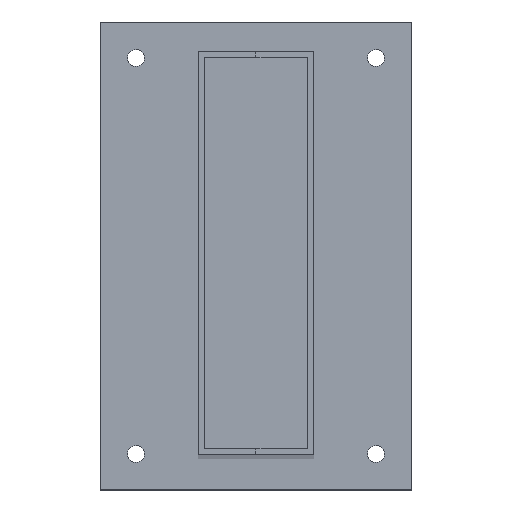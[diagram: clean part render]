
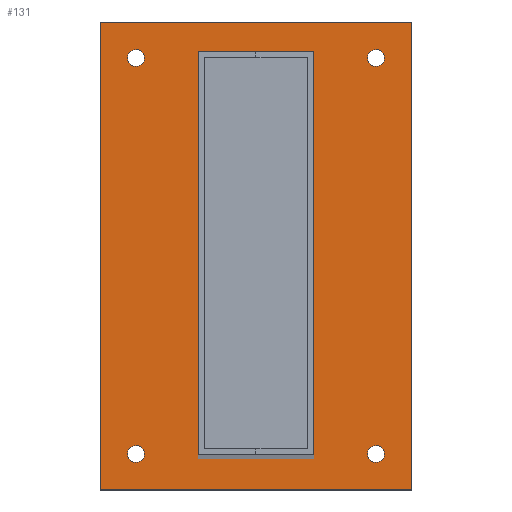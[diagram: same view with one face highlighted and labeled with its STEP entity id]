
A CAD part, top view. The second image highlights one B-rep face of the part: STEP entity #131.
In plain terms, the highlighted planar face has unit normal (0, 0, 1).
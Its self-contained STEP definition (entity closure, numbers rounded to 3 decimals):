
#36=(
BOUNDED_CURVE()
B_SPLINE_CURVE(2,(#1969,#1970,#1971,#1972,#1973,#1974,#1975),.UNSPECIFIED.,
.F.,.F.)
B_SPLINE_CURVE_WITH_KNOTS((3,2,2,3),(-162.832,-112.832,
-81.416,-50.),.UNSPECIFIED.)
CURVE()
GEOMETRIC_REPRESENTATION_ITEM()
RATIONAL_B_SPLINE_CURVE((1.,1.,1.,0.707,1.,0.707,
1.))
REPRESENTATION_ITEM($)
);
#37=(
BOUNDED_CURVE()
B_SPLINE_CURVE(2,(#1978,#1979,#1980,#1981,#1982),.UNSPECIFIED.,.F.,.F.)
B_SPLINE_CURVE_WITH_KNOTS((3,2,3),(-21.991,-16.493,-10.996),
.UNSPECIFIED.)
CURVE()
GEOMETRIC_REPRESENTATION_ITEM()
RATIONAL_B_SPLINE_CURVE((1.,0.707,1.,0.707,1.))
REPRESENTATION_ITEM($)
);
#38=(
BOUNDED_CURVE()
B_SPLINE_CURVE(2,(#1985,#1986,#1987,#1988,#1989),.UNSPECIFIED.,.F.,.F.)
B_SPLINE_CURVE_WITH_KNOTS((3,2,3),(-21.991,-16.493,-10.996),
.UNSPECIFIED.)
CURVE()
GEOMETRIC_REPRESENTATION_ITEM()
RATIONAL_B_SPLINE_CURVE((1.,0.707,1.,0.707,1.))
REPRESENTATION_ITEM($)
);
#39=(
BOUNDED_CURVE()
B_SPLINE_CURVE(2,(#1992,#1993,#1994,#1995,#1996),.UNSPECIFIED.,.F.,.F.)
B_SPLINE_CURVE_WITH_KNOTS((3,2,3),(-21.991,-16.493,-10.996),
.UNSPECIFIED.)
CURVE()
GEOMETRIC_REPRESENTATION_ITEM()
RATIONAL_B_SPLINE_CURVE((1.,0.707,1.,0.707,1.))
REPRESENTATION_ITEM($)
);
#40=(
BOUNDED_CURVE()
B_SPLINE_CURVE(2,(#1999,#2000,#2001,#2002,#2003),.UNSPECIFIED.,.F.,.F.)
B_SPLINE_CURVE_WITH_KNOTS((3,2,3),(-21.991,-16.493,-10.996),
.UNSPECIFIED.)
CURVE()
GEOMETRIC_REPRESENTATION_ITEM()
RATIONAL_B_SPLINE_CURVE((1.,0.707,1.,0.707,1.))
REPRESENTATION_ITEM($)
);
#42=(
BOUNDED_CURVE()
B_SPLINE_CURVE(2,(#2031,#2032,#2033,#2034,#2035,#2036,#2037),.UNSPECIFIED.,
.F.,.F.)
B_SPLINE_CURVE_WITH_KNOTS((3,2,2,3),(-50.,0.,31.416,62.832),
.UNSPECIFIED.)
CURVE()
GEOMETRIC_REPRESENTATION_ITEM()
RATIONAL_B_SPLINE_CURVE((1.,1.,1.,0.707,1.,0.707,
1.))
REPRESENTATION_ITEM($)
);
#44=(
BOUNDED_CURVE()
B_SPLINE_CURVE(2,(#2045,#2046,#2047,#2048,#2049),.UNSPECIFIED.,.F.,.F.)
B_SPLINE_CURVE_WITH_KNOTS((3,2,3),(-10.996,-5.498,0.),
.UNSPECIFIED.)
CURVE()
GEOMETRIC_REPRESENTATION_ITEM()
RATIONAL_B_SPLINE_CURVE((1.,0.707,1.,0.707,1.))
REPRESENTATION_ITEM($)
);
#46=(
BOUNDED_CURVE()
B_SPLINE_CURVE(2,(#2057,#2058,#2059,#2060,#2061),.UNSPECIFIED.,.F.,.F.)
B_SPLINE_CURVE_WITH_KNOTS((3,2,3),(-10.996,-5.498,0.),
.UNSPECIFIED.)
CURVE()
GEOMETRIC_REPRESENTATION_ITEM()
RATIONAL_B_SPLINE_CURVE((1.,0.707,1.,0.707,1.))
REPRESENTATION_ITEM($)
);
#48=(
BOUNDED_CURVE()
B_SPLINE_CURVE(2,(#2069,#2070,#2071,#2072,#2073),.UNSPECIFIED.,.F.,.F.)
B_SPLINE_CURVE_WITH_KNOTS((3,2,3),(-10.996,-5.498,0.),
.UNSPECIFIED.)
CURVE()
GEOMETRIC_REPRESENTATION_ITEM()
RATIONAL_B_SPLINE_CURVE((1.,0.707,1.,0.707,1.))
REPRESENTATION_ITEM($)
);
#50=(
BOUNDED_CURVE()
B_SPLINE_CURVE(2,(#2081,#2082,#2083,#2084,#2085),.UNSPECIFIED.,.F.,.F.)
B_SPLINE_CURVE_WITH_KNOTS((3,2,3),(-10.996,-5.498,0.),
.UNSPECIFIED.)
CURVE()
GEOMETRIC_REPRESENTATION_ITEM()
RATIONAL_B_SPLINE_CURVE((1.,0.707,1.,0.707,1.))
REPRESENTATION_ITEM($)
);
#131=ADVANCED_FACE($,(#221,#171,#172,#173,#174,#175),#1058,.T.);
#171=FACE_BOUND($,#307,.T.);
#172=FACE_BOUND($,#308,.T.);
#173=FACE_BOUND($,#309,.T.);
#174=FACE_BOUND($,#310,.T.);
#175=FACE_BOUND($,#311,.T.);
#221=FACE_OUTER_BOUND($,#306,.T.);
#306=EDGE_LOOP($,(#564,#565,#566,#567));
#307=EDGE_LOOP($,(#568,#569));
#308=EDGE_LOOP($,(#570,#571));
#309=EDGE_LOOP($,(#572,#573));
#310=EDGE_LOOP($,(#574,#575));
#311=EDGE_LOOP($,(#576,#577));
#564=ORIENTED_EDGE($,*,*,#801,.T.);
#565=ORIENTED_EDGE($,*,*,#817,.T.);
#566=ORIENTED_EDGE($,*,*,#816,.T.);
#567=ORIENTED_EDGE($,*,*,#815,.T.);
#568=ORIENTED_EDGE($,*,*,#803,.T.);
#569=ORIENTED_EDGE($,*,*,#823,.T.);
#570=ORIENTED_EDGE($,*,*,#805,.T.);
#571=ORIENTED_EDGE($,*,*,#826,.T.);
#572=ORIENTED_EDGE($,*,*,#807,.T.);
#573=ORIENTED_EDGE($,*,*,#829,.T.);
#574=ORIENTED_EDGE($,*,*,#809,.T.);
#575=ORIENTED_EDGE($,*,*,#832,.T.);
#576=ORIENTED_EDGE($,*,*,#811,.T.);
#577=ORIENTED_EDGE($,*,*,#835,.T.);
#801=EDGE_CURVE($,#944,#955,#1144,.T.);
#803=EDGE_CURVE($,#945,#957,#36,.T.);
#805=EDGE_CURVE($,#946,#959,#37,.T.);
#807=EDGE_CURVE($,#947,#961,#38,.T.);
#809=EDGE_CURVE($,#948,#963,#39,.T.);
#811=EDGE_CURVE($,#949,#965,#40,.T.);
#815=EDGE_CURVE($,#953,#944,#1153,.T.);
#816=EDGE_CURVE($,#954,#953,#1154,.T.);
#817=EDGE_CURVE($,#955,#954,#1155,.T.);
#823=EDGE_CURVE($,#957,#945,#42,.T.);
#826=EDGE_CURVE($,#959,#946,#44,.T.);
#829=EDGE_CURVE($,#961,#947,#46,.T.);
#832=EDGE_CURVE($,#963,#948,#48,.T.);
#835=EDGE_CURVE($,#965,#949,#50,.T.);
#944=VERTEX_POINT($,#2206);
#945=VERTEX_POINT($,#2207);
#946=VERTEX_POINT($,#2208);
#947=VERTEX_POINT($,#2209);
#948=VERTEX_POINT($,#2210);
#949=VERTEX_POINT($,#2211);
#953=VERTEX_POINT($,#2215);
#954=VERTEX_POINT($,#2216);
#955=VERTEX_POINT($,#2217);
#957=VERTEX_POINT($,#2219);
#959=VERTEX_POINT($,#2221);
#961=VERTEX_POINT($,#2223);
#963=VERTEX_POINT($,#2225);
#965=VERTEX_POINT($,#2227);
#1058=PLANE($,#1298);
#1144=B_SPLINE_CURVE_WITH_KNOTS($,1,(#1965,#1966),.UNSPECIFIED.,.F.,.F.,
(2,2),(0.,130.),.UNSPECIFIED.);
#1153=B_SPLINE_CURVE_WITH_KNOTS($,1,(#2010,#2011),.UNSPECIFIED.,.F.,.F.,
(2,2),(455.,650.),.UNSPECIFIED.);
#1154=B_SPLINE_CURVE_WITH_KNOTS($,1,(#2012,#2013),.UNSPECIFIED.,.F.,.F.,
(2,2),(325.,455.),.UNSPECIFIED.);
#1155=B_SPLINE_CURVE_WITH_KNOTS($,1,(#2014,#2015),.UNSPECIFIED.,.F.,.F.,
(2,2),(130.,325.),.UNSPECIFIED.);
#1298=AXIS2_PLACEMENT_3D($,#2142,#1337,$);
#1337=DIRECTION($,(0.,0.,1.));
#1965=CARTESIAN_POINT($,(-65.,-97.5,3.));
#1966=CARTESIAN_POINT($,(65.,-97.5,3.));
#1969=CARTESIAN_POINT($,(20.,25.,3.));
#1970=CARTESIAN_POINT($,(20.,0.,3.));
#1971=CARTESIAN_POINT($,(20.,-25.,3.));
#1972=CARTESIAN_POINT($,(20.,-45.,3.));
#1973=CARTESIAN_POINT($,(0.,-45.,3.));
#1974=CARTESIAN_POINT($,(-20.,-45.,3.));
#1975=CARTESIAN_POINT($,(-20.,-25.,3.));
#1978=CARTESIAN_POINT($,(-47.575,85.023,3.));
#1979=CARTESIAN_POINT($,(-45.051,82.598,3.));
#1980=CARTESIAN_POINT($,(-47.477,80.075,3.));
#1981=CARTESIAN_POINT($,(-49.902,77.551,3.));
#1982=CARTESIAN_POINT($,(-52.425,79.977,3.));
#1985=CARTESIAN_POINT($,(52.425,85.023,3.));
#1986=CARTESIAN_POINT($,(54.949,82.598,3.));
#1987=CARTESIAN_POINT($,(52.523,80.075,3.));
#1988=CARTESIAN_POINT($,(50.098,77.551,3.));
#1989=CARTESIAN_POINT($,(47.575,79.977,3.));
#1992=CARTESIAN_POINT($,(52.425,-79.977,3.));
#1993=CARTESIAN_POINT($,(54.949,-82.402,3.));
#1994=CARTESIAN_POINT($,(52.523,-84.925,3.));
#1995=CARTESIAN_POINT($,(50.098,-87.449,3.));
#1996=CARTESIAN_POINT($,(47.575,-85.023,3.));
#1999=CARTESIAN_POINT($,(-47.575,-79.977,3.));
#2000=CARTESIAN_POINT($,(-45.051,-82.402,3.));
#2001=CARTESIAN_POINT($,(-47.477,-84.925,3.));
#2002=CARTESIAN_POINT($,(-49.902,-87.449,3.));
#2003=CARTESIAN_POINT($,(-52.425,-85.023,3.));
#2010=CARTESIAN_POINT($,(-65.,97.5,3.));
#2011=CARTESIAN_POINT($,(-65.,-97.5,3.));
#2012=CARTESIAN_POINT($,(65.,97.5,3.));
#2013=CARTESIAN_POINT($,(-65.,97.5,3.));
#2014=CARTESIAN_POINT($,(65.,-97.5,3.));
#2015=CARTESIAN_POINT($,(65.,97.5,3.));
#2031=CARTESIAN_POINT($,(-20.,-25.,3.));
#2032=CARTESIAN_POINT($,(-20.,0.,3.));
#2033=CARTESIAN_POINT($,(-20.,25.,3.));
#2034=CARTESIAN_POINT($,(-20.,45.,3.));
#2035=CARTESIAN_POINT($,(0.,45.,3.));
#2036=CARTESIAN_POINT($,(20.,45.,3.));
#2037=CARTESIAN_POINT($,(20.,25.,3.));
#2045=CARTESIAN_POINT($,(-52.425,79.977,3.));
#2046=CARTESIAN_POINT($,(-54.949,82.402,3.));
#2047=CARTESIAN_POINT($,(-52.523,84.925,3.));
#2048=CARTESIAN_POINT($,(-50.098,87.449,3.));
#2049=CARTESIAN_POINT($,(-47.575,85.023,3.));
#2057=CARTESIAN_POINT($,(47.575,79.977,3.));
#2058=CARTESIAN_POINT($,(45.051,82.402,3.));
#2059=CARTESIAN_POINT($,(47.477,84.925,3.));
#2060=CARTESIAN_POINT($,(49.902,87.449,3.));
#2061=CARTESIAN_POINT($,(52.425,85.023,3.));
#2069=CARTESIAN_POINT($,(47.575,-85.023,3.));
#2070=CARTESIAN_POINT($,(45.051,-82.598,3.));
#2071=CARTESIAN_POINT($,(47.477,-80.075,3.));
#2072=CARTESIAN_POINT($,(49.902,-77.551,3.));
#2073=CARTESIAN_POINT($,(52.425,-79.977,3.));
#2081=CARTESIAN_POINT($,(-52.425,-85.023,3.));
#2082=CARTESIAN_POINT($,(-54.949,-82.598,3.));
#2083=CARTESIAN_POINT($,(-52.523,-80.075,3.));
#2084=CARTESIAN_POINT($,(-50.098,-77.551,3.));
#2085=CARTESIAN_POINT($,(-47.575,-79.977,3.));
#2142=CARTESIAN_POINT($,(-65.,-97.5,3.));
#2206=CARTESIAN_POINT($,(-65.,-97.5,3.));
#2207=CARTESIAN_POINT($,(20.,25.,3.));
#2208=CARTESIAN_POINT($,(-47.575,85.023,3.));
#2209=CARTESIAN_POINT($,(52.425,85.023,3.));
#2210=CARTESIAN_POINT($,(52.425,-79.977,3.));
#2211=CARTESIAN_POINT($,(-47.575,-79.977,3.));
#2215=CARTESIAN_POINT($,(-65.,97.5,3.));
#2216=CARTESIAN_POINT($,(65.,97.5,3.));
#2217=CARTESIAN_POINT($,(65.,-97.5,3.));
#2219=CARTESIAN_POINT($,(-20.,-25.,3.));
#2221=CARTESIAN_POINT($,(-52.425,79.977,3.));
#2223=CARTESIAN_POINT($,(47.575,79.977,3.));
#2225=CARTESIAN_POINT($,(47.575,-85.023,3.));
#2227=CARTESIAN_POINT($,(-52.425,-85.023,3.));
